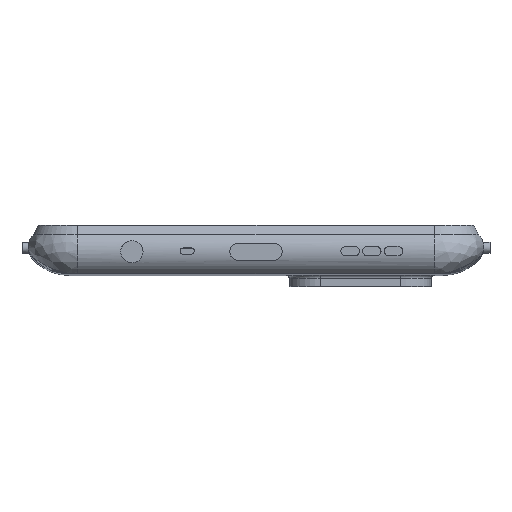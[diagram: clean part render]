
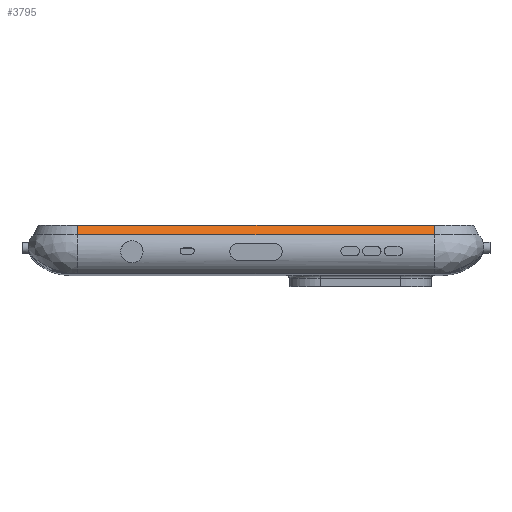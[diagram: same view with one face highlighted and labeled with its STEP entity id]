
A CAD part, top view. The second image highlights one B-rep face of the part: STEP entity #3795.
In plain terms, the highlighted planar face has unit normal (0, 0.423, 0.906).
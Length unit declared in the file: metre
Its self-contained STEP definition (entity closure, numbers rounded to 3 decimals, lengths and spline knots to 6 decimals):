
#1185 = CYLINDRICAL_SURFACE('',#1186,0.004);
#1186 = AXIS2_PLACEMENT_3D('',#1187,#1188,#1189);
#1187 = CARTESIAN_POINT('',(-0.0369,0.0036,0.07615));
#1188 = DIRECTION('',(1.,0.,0.));
#1189 = DIRECTION('',(0.,-1.,0.));
#1299 = EDGE_CURVE('',#1300,#1302,#1304,.T.);
#1300 = VERTEX_POINT('',#1301);
#1301 = CARTESIAN_POINT('',(-0.0289,0.006371,
    0.079035));
#1302 = VERTEX_POINT('',#1303);
#1303 = CARTESIAN_POINT('',(0.0289,0.006371,
    0.079035));
#1304 = SURFACE_CURVE('',#1305,(#1309,#1316),.PCURVE_S1.);
#1305 = LINE('',#1306,#1307);
#1306 = CARTESIAN_POINT('',(-0.0369,0.006371,
    0.079035));
#1307 = VECTOR('',#1308,1.);
#1308 = DIRECTION('',(1.,0.,0.));
#1309 = PCURVE('',#1185,#1310);
#1310 = DEFINITIONAL_REPRESENTATION('',(#1311),#1315);
#1311 = LINE('',#1312,#1313);
#1312 = CARTESIAN_POINT('',(3.947,0.));
#1313 = VECTOR('',#1314,1.);
#1314 = DIRECTION('',(0.,1.));
#1315 = ( GEOMETRIC_REPRESENTATION_CONTEXT(2) 
PARAMETRIC_REPRESENTATION_CONTEXT() REPRESENTATION_CONTEXT('2D SPACE',''
  ) );
#1316 = PCURVE('',#1317,#1322);
#1317 = PLANE('',#1318);
#1318 = AXIS2_PLACEMENT_3D('',#1319,#1320,#1321);
#1319 = CARTESIAN_POINT('',(-0.0369,0.007121,
    0.078685));
#1320 = DIRECTION('',(0.,-0.423,-0.906));
#1321 = DIRECTION('',(0.,0.906,-0.423));
#1322 = DEFINITIONAL_REPRESENTATION('',(#1323),#1327);
#1323 = LINE('',#1324,#1325);
#1324 = CARTESIAN_POINT('',(-0.001,0.));
#1325 = VECTOR('',#1326,1.);
#1326 = DIRECTION('',(0.,1.));
#1327 = ( GEOMETRIC_REPRESENTATION_CONTEXT(2) 
PARAMETRIC_REPRESENTATION_CONTEXT() REPRESENTATION_CONTEXT('2D SPACE',''
  ) );
#2743 = B_SPLINE_SURFACE_WITH_KNOTS('',3,3,(
    (#2744,#2745,#2746,#2747)
    ,(#2748,#2749,#2750,#2751)
    ,(#2752,#2753,#2754,#2755)
    ,(#2756,#2757,#2758,#2759
    )),.UNSPECIFIED.,.F.,.F.,.F.,(4,4),(4,4),(0.,1.),(0.,1.),
  .PIECEWISE_BEZIER_KNOTS.);
#2744 = CARTESIAN_POINT('',(-0.035299,0.007871,
    0.07215));
#2745 = CARTESIAN_POINT('',(-0.035299,0.007871,
    0.075594));
#2746 = CARTESIAN_POINT('',(-0.032446,0.007871,
    0.078335));
#2747 = CARTESIAN_POINT('',(-0.0289,0.007871,
    0.078335));
#2748 = CARTESIAN_POINT('',(-0.035533,0.007371,
    0.07215));
#2749 = CARTESIAN_POINT('',(-0.035533,0.007371,
    0.07579));
#2750 = CARTESIAN_POINT('',(-0.032648,0.007371,
    0.078569));
#2751 = CARTESIAN_POINT('',(-0.0289,0.007371,
    0.078569));
#2752 = CARTESIAN_POINT('',(-0.035766,0.006871,
    0.07215));
#2753 = CARTESIAN_POINT('',(-0.035766,0.006871,
    0.07586));
#2754 = CARTESIAN_POINT('',(-0.032712,0.006871,
    0.078802));
#2755 = CARTESIAN_POINT('',(-0.0289,0.006871,
    0.078802));
#2756 = CARTESIAN_POINT('',(-0.035999,0.006371,
    0.07215));
#2757 = CARTESIAN_POINT('',(-0.035999,0.006371,
    0.075982));
#2758 = CARTESIAN_POINT('',(-0.032835,0.006371,
    0.079035));
#2759 = CARTESIAN_POINT('',(-0.0289,0.006371,
    0.079035));
#2782 = PLANE('',#2783);
#2783 = AXIS2_PLACEMENT_3D('',#2784,#2785,#2786);
#2784 = CARTESIAN_POINT('',(-0.01765,0.007871,
    0.08015));
#2785 = DIRECTION('',(0.,1.,0.));
#2786 = DIRECTION('',(1.,0.,0.));
#3542 = VERTEX_POINT('',#3543);
#3543 = CARTESIAN_POINT('',(-0.0289,0.007871,
    0.078335));
#3578 = EDGE_CURVE('',#3542,#3579,#3581,.T.);
#3579 = VERTEX_POINT('',#3580);
#3580 = CARTESIAN_POINT('',(0.0289,0.007871,
    0.078335));
#3581 = SURFACE_CURVE('',#3582,(#3586,#3593),.PCURVE_S1.);
#3582 = LINE('',#3583,#3584);
#3583 = CARTESIAN_POINT('',(-0.0369,0.007871,
    0.078335));
#3584 = VECTOR('',#3585,1.);
#3585 = DIRECTION('',(1.,0.,0.));
#3586 = PCURVE('',#2782,#3587);
#3587 = DEFINITIONAL_REPRESENTATION('',(#3588),#3592);
#3588 = LINE('',#3589,#3590);
#3589 = CARTESIAN_POINT('',(-0.019,0.002));
#3590 = VECTOR('',#3591,1.);
#3591 = DIRECTION('',(1.,0.));
#3592 = ( GEOMETRIC_REPRESENTATION_CONTEXT(2) 
PARAMETRIC_REPRESENTATION_CONTEXT() REPRESENTATION_CONTEXT('2D SPACE',''
  ) );
#3593 = PCURVE('',#1317,#3594);
#3594 = DEFINITIONAL_REPRESENTATION('',(#3595),#3599);
#3595 = LINE('',#3596,#3597);
#3596 = CARTESIAN_POINT('',(0.001,0.));
#3597 = VECTOR('',#3598,1.);
#3598 = DIRECTION('',(0.,1.));
#3599 = ( GEOMETRIC_REPRESENTATION_CONTEXT(2) 
PARAMETRIC_REPRESENTATION_CONTEXT() REPRESENTATION_CONTEXT('2D SPACE',''
  ) );
#3631 = B_SPLINE_SURFACE_WITH_KNOTS('',3,3,(
    (#3632,#3633,#3634,#3635)
    ,(#3636,#3637,#3638,#3639)
    ,(#3640,#3641,#3642,#3643)
    ,(#3644,#3645,#3646,#3647
    )),.UNSPECIFIED.,.F.,.F.,.F.,(4,4),(4,4),(0.,1.),(0.,1.),
  .PIECEWISE_BEZIER_KNOTS.);
#3632 = CARTESIAN_POINT('',(0.035299,0.007871,
    0.07215));
#3633 = CARTESIAN_POINT('',(0.035299,0.007871,
    0.075594));
#3634 = CARTESIAN_POINT('',(0.032446,0.007871,
    0.078335));
#3635 = CARTESIAN_POINT('',(0.0289,0.007871,
    0.078335));
#3636 = CARTESIAN_POINT('',(0.035533,0.007371,
    0.07215));
#3637 = CARTESIAN_POINT('',(0.035533,0.007371,
    0.07579));
#3638 = CARTESIAN_POINT('',(0.032648,0.007371,
    0.078569));
#3639 = CARTESIAN_POINT('',(0.0289,0.007371,
    0.078569));
#3640 = CARTESIAN_POINT('',(0.035766,0.006871,
    0.07215));
#3641 = CARTESIAN_POINT('',(0.035766,0.006871,
    0.07586));
#3642 = CARTESIAN_POINT('',(0.032712,0.006871,
    0.078802));
#3643 = CARTESIAN_POINT('',(0.0289,0.006871,
    0.078802));
#3644 = CARTESIAN_POINT('',(0.035999,0.006371,
    0.07215));
#3645 = CARTESIAN_POINT('',(0.035999,0.006371,
    0.075982));
#3646 = CARTESIAN_POINT('',(0.032835,0.006371,
    0.079035));
#3647 = CARTESIAN_POINT('',(0.0289,0.006371,
    0.079035));
#3795 = ADVANCED_FACE('',(#3796),#1317,.F.);
#3796 = FACE_BOUND('',#3797,.T.);
#3797 = EDGE_LOOP('',(#3798,#3799,#3819,#3820));
#3798 = ORIENTED_EDGE('',*,*,#3578,.F.);
#3799 = ORIENTED_EDGE('',*,*,#3800,.T.);
#3800 = EDGE_CURVE('',#3542,#1300,#3801,.T.);
#3801 = SURFACE_CURVE('',#3802,(#3806,#3813),.PCURVE_S1.);
#3802 = LINE('',#3803,#3804);
#3803 = CARTESIAN_POINT('',(-0.0289,0.007121,
    0.078685));
#3804 = VECTOR('',#3805,1.);
#3805 = DIRECTION('',(0.,-0.906,0.423));
#3806 = PCURVE('',#1317,#3807);
#3807 = DEFINITIONAL_REPRESENTATION('',(#3808),#3812);
#3808 = LINE('',#3809,#3810);
#3809 = CARTESIAN_POINT('',(0.,0.008));
#3810 = VECTOR('',#3811,1.);
#3811 = DIRECTION('',(-1.,0.));
#3812 = ( GEOMETRIC_REPRESENTATION_CONTEXT(2) 
PARAMETRIC_REPRESENTATION_CONTEXT() REPRESENTATION_CONTEXT('2D SPACE',''
  ) );
#3813 = PCURVE('',#2743,#3814);
#3814 = DEFINITIONAL_REPRESENTATION('',(#3815),#3818);
#3815 = B_SPLINE_CURVE_WITH_KNOTS('',1,(#3816,#3817),.UNSPECIFIED.,.F.,
  .F.,(2,2),(-0.000828,0.000828),
  .PIECEWISE_BEZIER_KNOTS.);
#3816 = CARTESIAN_POINT('',(0.,1.));
#3817 = CARTESIAN_POINT('',(1.,1.));
#3818 = ( GEOMETRIC_REPRESENTATION_CONTEXT(2) 
PARAMETRIC_REPRESENTATION_CONTEXT() REPRESENTATION_CONTEXT('2D SPACE',''
  ) );
#3819 = ORIENTED_EDGE('',*,*,#1299,.T.);
#3820 = ORIENTED_EDGE('',*,*,#3821,.F.);
#3821 = EDGE_CURVE('',#3579,#1302,#3822,.T.);
#3822 = SURFACE_CURVE('',#3823,(#3827,#3834),.PCURVE_S1.);
#3823 = LINE('',#3824,#3825);
#3824 = CARTESIAN_POINT('',(0.0289,0.007121,
    0.078685));
#3825 = VECTOR('',#3826,1.);
#3826 = DIRECTION('',(0.,-0.906,0.423));
#3827 = PCURVE('',#1317,#3828);
#3828 = DEFINITIONAL_REPRESENTATION('',(#3829),#3833);
#3829 = LINE('',#3830,#3831);
#3830 = CARTESIAN_POINT('',(0.,0.066));
#3831 = VECTOR('',#3832,1.);
#3832 = DIRECTION('',(-1.,0.));
#3833 = ( GEOMETRIC_REPRESENTATION_CONTEXT(2) 
PARAMETRIC_REPRESENTATION_CONTEXT() REPRESENTATION_CONTEXT('2D SPACE',''
  ) );
#3834 = PCURVE('',#3631,#3835);
#3835 = DEFINITIONAL_REPRESENTATION('',(#3836),#3839);
#3836 = B_SPLINE_CURVE_WITH_KNOTS('',1,(#3837,#3838),.UNSPECIFIED.,.F.,
  .F.,(2,2),(-0.000828,0.000828),
  .PIECEWISE_BEZIER_KNOTS.);
#3837 = CARTESIAN_POINT('',(0.,1.));
#3838 = CARTESIAN_POINT('',(1.,1.));
#3839 = ( GEOMETRIC_REPRESENTATION_CONTEXT(2) 
PARAMETRIC_REPRESENTATION_CONTEXT() REPRESENTATION_CONTEXT('2D SPACE',''
  ) );
